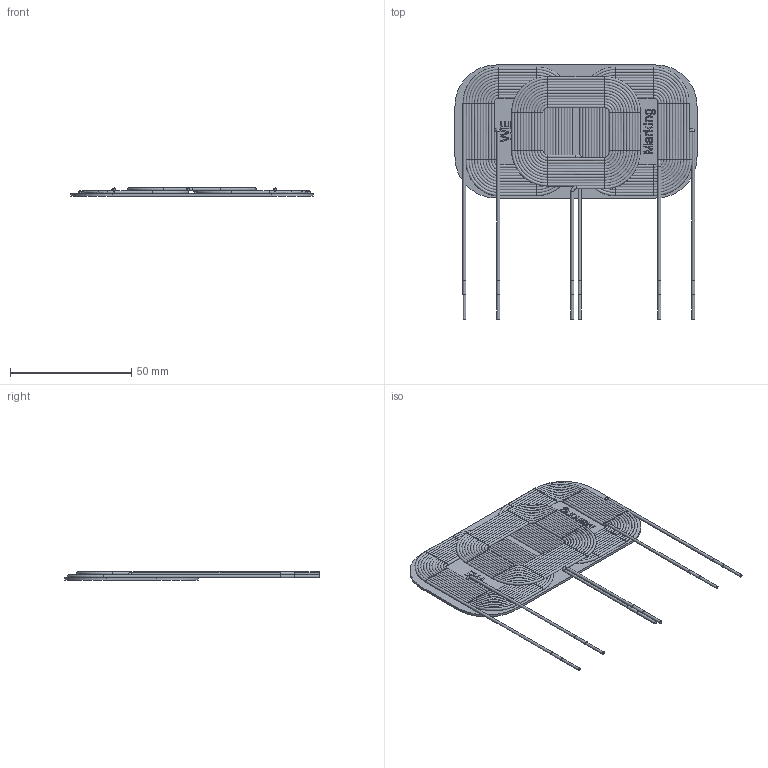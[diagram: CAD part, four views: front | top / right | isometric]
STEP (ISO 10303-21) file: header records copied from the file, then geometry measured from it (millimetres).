
FILE_DESCRIPTION(/* description */ ('Unknown'),/* implementation_level */ '2;1');
FILE_NAME(/* name */ 'L_Wurth_WE-WPCC-ARRAY_760308103113',/* time_stamp */ '2025-04-21T16:45:20+08:00',/* author */ ('Unknown'),/* organization */ ('Unknown'),/* preprocessor_version */ 'ST-DEVELOPER v19.4',/* originating_system */ 'Solid Edge',/* authorisation */ 'Unknown');
FILE_SCHEMA (('AUTOMOTIVE_DESIGN {1 0 10303 214 3 1 1}'));
Length unit declared in the file: millimetre
Products named in the file (2): L_Wurth_WE-WPCC-ARRAY_760308103113
Assembly tree (1 placements, depth 2):
  L_Wurth_WE-WPCC-ARRAY_760308103113
    L_Wurth_WE-WPCC-ARRAY_760308103113
Bounding box: 100 x 105 x 3.47 mm (x, y, z)
Volume: 10300.5 mm3; surface area: 28185.9 mm2
Topology: 4 solids, 4 shells, 408 faces, 900 edges, 516 vertices
Faces by surface type: cylinder 158, plane 101, torus 101, bspline 48
Full cylindrical faces by diameter (mm): 1.14 x6, 1.16 x140, 1.3 x6
Entity records: 17917 total; most frequent: CARTESIAN_POINT 7907, DIRECTION 1301, ORIENTED_EDGE 1162, EDGE_LOOP 738, FACE_BOUND 738, AXIS2_PLACEMENT_3D 609, EDGE_CURVE 581, VERTEX_POINT 495
